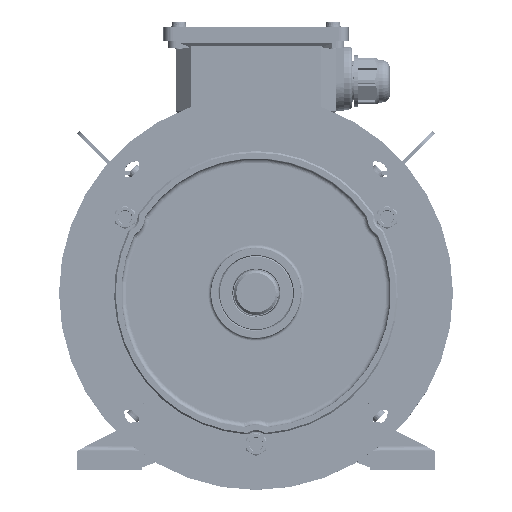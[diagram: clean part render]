
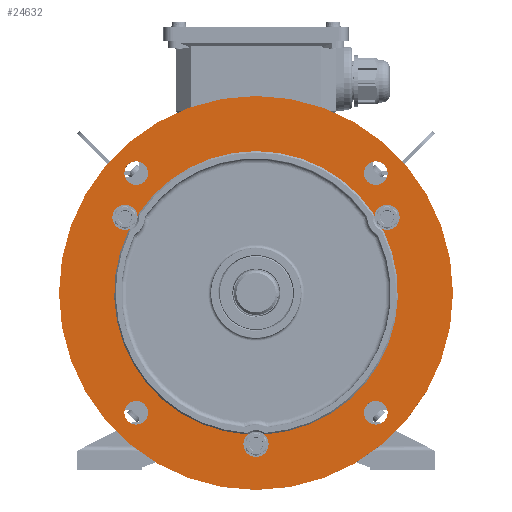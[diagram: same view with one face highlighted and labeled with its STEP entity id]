
A CAD part, top view. The second image highlights one B-rep face of the part: STEP entity #24632.
In plain terms, the highlighted planar face has unit normal (0, 0, 1).
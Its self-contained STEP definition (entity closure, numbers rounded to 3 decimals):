
#24632=ADVANCED_FACE('',(#32597,#32598,#32599,#32600,#32601,#32602),#27354,
 .T.);
#27354=PLANE('',#107019);
#30747=CIRCLE('',#106915,8.);
#30751=CIRCLE('',#106921,8.);
#30759=CIRCLE('',#106932,8.);
#30806=CIRCLE('',#107005,7.5);
#30807=CIRCLE('',#107006,7.5);
#30808=CIRCLE('',#107007,4.);
#30809=CIRCLE('',#107008,90.);
#30810=CIRCLE('',#107009,4.);
#30811=CIRCLE('',#107010,4.);
#30812=CIRCLE('',#107011,90.);
#30813=CIRCLE('',#107012,4.);
#30814=CIRCLE('',#107013,4.);
#30815=CIRCLE('',#107014,90.);
#30816=CIRCLE('',#107015,4.);
#30817=CIRCLE('',#107016,125.);
#30818=CIRCLE('',#107017,7.5);
#30819=CIRCLE('',#107018,7.5);
#32597=FACE_BOUND('',#38225,.T.);
#32598=FACE_BOUND('',#38226,.T.);
#32599=FACE_BOUND('',#38227,.T.);
#32600=FACE_BOUND('',#38228,.T.);
#32601=FACE_BOUND('',#38229,.T.);
#32602=FACE_BOUND('',#38230,.T.);
#38225=EDGE_LOOP('',(#62761));
#38226=EDGE_LOOP('',(#62762));
#38227=EDGE_LOOP('',(#62763,#62764,#62765,#62766,#62767,#62768,#62769,#62770,
#62771,#62772,#62773,#62774));
#38228=EDGE_LOOP('',(#62775));
#38229=EDGE_LOOP('',(#62776));
#38230=EDGE_LOOP('',(#62777));
#62761=ORIENTED_EDGE('',*,*,#84578,.T.);
#62762=ORIENTED_EDGE('',*,*,#84579,.T.);
#62763=ORIENTED_EDGE('',*,*,#84435,.F.);
#62764=ORIENTED_EDGE('',*,*,#84580,.T.);
#62765=ORIENTED_EDGE('',*,*,#84581,.T.);
#62766=ORIENTED_EDGE('',*,*,#84582,.T.);
#62767=ORIENTED_EDGE('',*,*,#84453,.F.);
#62768=ORIENTED_EDGE('',*,*,#84583,.T.);
#62769=ORIENTED_EDGE('',*,*,#84584,.T.);
#62770=ORIENTED_EDGE('',*,*,#84585,.T.);
#62771=ORIENTED_EDGE('',*,*,#84429,.F.);
#62772=ORIENTED_EDGE('',*,*,#84586,.T.);
#62773=ORIENTED_EDGE('',*,*,#84587,.T.);
#62774=ORIENTED_EDGE('',*,*,#84588,.T.);
#62775=ORIENTED_EDGE('',*,*,#84589,.F.);
#62776=ORIENTED_EDGE('',*,*,#84590,.T.);
#62777=ORIENTED_EDGE('',*,*,#84591,.T.);
#71998=VERTEX_POINT('',#208710);
#72001=VERTEX_POINT('',#208715);
#72004=VERTEX_POINT('',#208724);
#72007=VERTEX_POINT('',#208729);
#72018=VERTEX_POINT('',#208759);
#72021=VERTEX_POINT('',#208764);
#72129=VERTEX_POINT('',#209481);
#72130=VERTEX_POINT('',#209483);
#72131=VERTEX_POINT('',#209485);
#72132=VERTEX_POINT('',#209487);
#72133=VERTEX_POINT('',#209490);
#72134=VERTEX_POINT('',#209492);
#72135=VERTEX_POINT('',#209495);
#72136=VERTEX_POINT('',#209497);
#72137=VERTEX_POINT('',#209500);
#72138=VERTEX_POINT('',#209502);
#72139=VERTEX_POINT('',#209504);
#84429=EDGE_CURVE('',#72001,#71998,#30747,.T.);
#84435=EDGE_CURVE('',#72007,#72004,#30751,.T.);
#84453=EDGE_CURVE('',#72021,#72018,#30759,.T.);
#84578=EDGE_CURVE('',#72129,#72129,#30806,.T.);
#84579=EDGE_CURVE('',#72130,#72130,#30807,.T.);
#84580=EDGE_CURVE('',#72007,#72131,#30808,.T.);
#84581=EDGE_CURVE('',#72131,#72132,#30809,.T.);
#84582=EDGE_CURVE('',#72132,#72018,#30810,.T.);
#84583=EDGE_CURVE('',#72021,#72133,#30811,.T.);
#84584=EDGE_CURVE('',#72133,#72134,#30812,.T.);
#84585=EDGE_CURVE('',#72134,#71998,#30813,.T.);
#84586=EDGE_CURVE('',#72001,#72135,#30814,.T.);
#84587=EDGE_CURVE('',#72135,#72136,#30815,.T.);
#84588=EDGE_CURVE('',#72136,#72004,#30816,.T.);
#84589=EDGE_CURVE('',#72137,#72137,#30817,.T.);
#84590=EDGE_CURVE('',#72138,#72138,#30818,.T.);
#84591=EDGE_CURVE('',#72139,#72139,#30819,.T.);
#106915=AXIS2_PLACEMENT_3D('',#208716,#129729,#129730);
#106921=AXIS2_PLACEMENT_3D('',#208730,#129743,#129744);
#106932=AXIS2_PLACEMENT_3D('',#208765,#129775,#129776);
#107005=AXIS2_PLACEMENT_3D('',#209480,#129937,#129938);
#107006=AXIS2_PLACEMENT_3D('',#209482,#129939,#129940);
#107007=AXIS2_PLACEMENT_3D('',#209484,#129941,#129942);
#107008=AXIS2_PLACEMENT_3D('',#209486,#129943,#129944);
#107009=AXIS2_PLACEMENT_3D('',#209488,#129945,#129946);
#107010=AXIS2_PLACEMENT_3D('',#209489,#129947,#129948);
#107011=AXIS2_PLACEMENT_3D('',#209491,#129949,#129950);
#107012=AXIS2_PLACEMENT_3D('',#209493,#129951,#129952);
#107013=AXIS2_PLACEMENT_3D('',#209494,#129953,#129954);
#107014=AXIS2_PLACEMENT_3D('',#209496,#129955,#129956);
#107015=AXIS2_PLACEMENT_3D('',#209498,#129957,#129958);
#107016=AXIS2_PLACEMENT_3D('',#209499,#129959,#129960);
#107017=AXIS2_PLACEMENT_3D('',#209501,#129961,#129962);
#107018=AXIS2_PLACEMENT_3D('',#209503,#129963,#129964);
#107019=AXIS2_PLACEMENT_3D('',#209505,#129965,#129966);
#129729=DIRECTION('',(0.,0.,1.));
#129730=DIRECTION('',(1.,0.,0.));
#129743=DIRECTION('',(0.,0.,1.));
#129744=DIRECTION('',(1.,0.,0.));
#129775=DIRECTION('',(0.,0.,1.));
#129776=DIRECTION('',(1.,0.,0.));
#129937=DIRECTION('',(0.,0.,-1.));
#129938=DIRECTION('',(1.,0.,0.));
#129939=DIRECTION('',(0.,0.,-1.));
#129940=DIRECTION('',(1.,0.,0.));
#129941=DIRECTION('',(0.,0.,-1.));
#129942=DIRECTION('',(1.,0.,0.));
#129943=DIRECTION('',(0.,0.,-1.));
#129944=DIRECTION('',(1.,0.,0.));
#129945=DIRECTION('',(0.,0.,-1.));
#129946=DIRECTION('',(1.,0.,0.));
#129947=DIRECTION('',(0.,0.,-1.));
#129948=DIRECTION('',(1.,0.,0.));
#129949=DIRECTION('',(0.,0.,-1.));
#129950=DIRECTION('',(1.,0.,0.));
#129951=DIRECTION('',(0.,0.,-1.));
#129952=DIRECTION('',(1.,0.,0.));
#129953=DIRECTION('',(0.,0.,-1.));
#129954=DIRECTION('',(1.,0.,0.));
#129955=DIRECTION('',(0.,0.,-1.));
#129956=DIRECTION('',(1.,0.,0.));
#129957=DIRECTION('',(0.,0.,-1.));
#129958=DIRECTION('',(1.,0.,0.));
#129959=DIRECTION('',(0.,0.,-1.));
#129960=DIRECTION('',(-1.,0.,0.));
#129961=DIRECTION('',(0.,0.,-1.));
#129962=DIRECTION('',(1.,0.,0.));
#129963=DIRECTION('',(0.,0.,-1.));
#129964=DIRECTION('',(1.,0.,0.));
#129965=DIRECTION('',(0.,0.,1.));
#129966=DIRECTION('',(1.,0.,0.));
#208710=CARTESIAN_POINT('',(-79.324,40.968,247.));
#208715=CARTESIAN_POINT('',(-75.141,48.213,247.));
#208716=CARTESIAN_POINT('',(-83.138,48.,247.));
#208724=CARTESIAN_POINT('',(75.141,48.213,247.));
#208729=CARTESIAN_POINT('',(79.324,40.968,247.));
#208730=CARTESIAN_POINT('',(83.138,48.,247.));
#208759=CARTESIAN_POINT('',(4.183,-89.181,247.));
#208764=CARTESIAN_POINT('',(-4.183,-89.181,247.));
#208765=CARTESIAN_POINT('',(0.,-96.,247.));
#209480=CARTESIAN_POINT('',(76.014,-76.014,247.));
#209481=CARTESIAN_POINT('',(83.514,-76.014,247.));
#209482=CARTESIAN_POINT('',(-76.014,76.014,247.));
#209483=CARTESIAN_POINT('',(-68.514,76.014,247.));
#209484=CARTESIAN_POINT('',(77.417,37.452,247.));
#209485=CARTESIAN_POINT('',(81.018,39.194,247.));
#209486=CARTESIAN_POINT('',(0.,0.,247.));
#209487=CARTESIAN_POINT('',(6.566,-89.76,247.));
#209488=CARTESIAN_POINT('',(6.274,-85.771,247.));
#209489=CARTESIAN_POINT('',(-6.274,-85.771,247.));
#209490=CARTESIAN_POINT('',(-6.566,-89.76,247.));
#209491=CARTESIAN_POINT('',(0.,0.,247.));
#209492=CARTESIAN_POINT('',(-81.018,39.194,247.));
#209493=CARTESIAN_POINT('',(-77.417,37.452,247.));
#209494=CARTESIAN_POINT('',(-71.143,48.319,247.));
#209495=CARTESIAN_POINT('',(-74.452,50.566,247.));
#209496=CARTESIAN_POINT('',(0.,0.,247.));
#209497=CARTESIAN_POINT('',(74.452,50.566,247.));
#209498=CARTESIAN_POINT('',(71.143,48.319,247.));
#209499=CARTESIAN_POINT('',(0.,0.,247.));
#209500=CARTESIAN_POINT('',(-125.,0.,247.));
#209501=CARTESIAN_POINT('',(76.014,76.014,247.));
#209502=CARTESIAN_POINT('',(83.514,76.014,247.));
#209503=CARTESIAN_POINT('',(-76.014,-76.014,247.));
#209504=CARTESIAN_POINT('',(-68.514,-76.014,247.));
#209505=CARTESIAN_POINT('',(0.,125.,247.));
